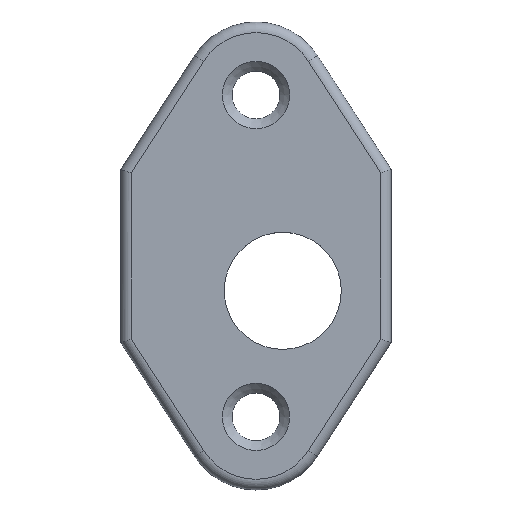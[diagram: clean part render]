
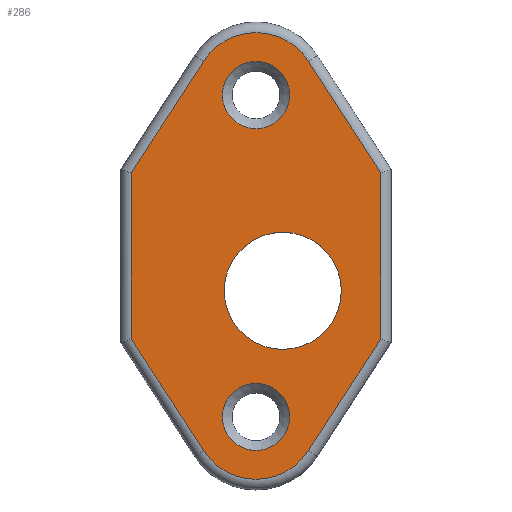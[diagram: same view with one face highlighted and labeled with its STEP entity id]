
A CAD part, top view. The second image highlights one B-rep face of the part: STEP entity #286.
In plain terms, the highlighted planar face has unit normal (0, 0, 1).
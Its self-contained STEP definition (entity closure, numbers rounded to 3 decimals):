
#93 = VERTEX_POINT('',#94);
#94 = CARTESIAN_POINT('',(-11.7,7.807,0.));
#101 = EDGE_CURVE('',#93,#102,#104,.T.);
#102 = VERTEX_POINT('',#103);
#103 = CARTESIAN_POINT('',(-4.919,18.294,
    0.));
#104 = LINE('',#105,#106);
#105 = CARTESIAN_POINT('',(-11.86,7.56,
    0.));
#106 = VECTOR('',#107,1.);
#107 = DIRECTION('',(0.543,0.84,0.));
#266 = VERTEX_POINT('',#267);
#267 = CARTESIAN_POINT('',(-11.7,-7.807,0.));
#274 = EDGE_CURVE('',#266,#93,#275,.T.);
#275 = LINE('',#276,#277);
#276 = CARTESIAN_POINT('',(-11.7,-8.103,0.));
#277 = VECTOR('',#278,1.);
#278 = DIRECTION('',(0.,1.,0.));
#286 = ADVANCED_FACE('',(#287,#339,#350,#361),#372,.T.);
#287 = FACE_BOUND('',#288,.T.);
#288 = EDGE_LOOP('',(#289,#297,#306,#314,#322,#330,#337,#338));
#289 = ORIENTED_EDGE('',*,*,#290,.T.);
#290 = EDGE_CURVE('',#266,#291,#293,.T.);
#291 = VERTEX_POINT('',#292);
#292 = CARTESIAN_POINT('',(-4.919,-18.294,
    0.));
#293 = LINE('',#294,#295);
#294 = CARTESIAN_POINT('',(-11.86,-7.56,
    0.));
#295 = VECTOR('',#296,1.);
#296 = DIRECTION('',(0.543,-0.84,0.));
#297 = ORIENTED_EDGE('',*,*,#298,.T.);
#298 = EDGE_CURVE('',#291,#299,#301,.T.);
#299 = VERTEX_POINT('',#300);
#300 = CARTESIAN_POINT('',(4.919,-18.294,0.));
#301 = CIRCLE('',#302,5.858);
#302 = AXIS2_PLACEMENT_3D('',#303,#304,#305);
#303 = CARTESIAN_POINT('',(0.,-15.113,0.));
#304 = DIRECTION('',(0.,0.,1.));
#305 = DIRECTION('',(-0.84,-0.543,0.));
#306 = ORIENTED_EDGE('',*,*,#307,.T.);
#307 = EDGE_CURVE('',#299,#308,#310,.T.);
#308 = VERTEX_POINT('',#309);
#309 = CARTESIAN_POINT('',(11.7,-7.807,0.));
#310 = LINE('',#311,#312);
#311 = CARTESIAN_POINT('',(4.919,-18.294,
    0.));
#312 = VECTOR('',#313,1.);
#313 = DIRECTION('',(0.543,0.84,0.));
#314 = ORIENTED_EDGE('',*,*,#315,.F.);
#315 = EDGE_CURVE('',#316,#308,#318,.T.);
#316 = VERTEX_POINT('',#317);
#317 = CARTESIAN_POINT('',(11.7,7.807,0.));
#318 = LINE('',#319,#320);
#319 = CARTESIAN_POINT('',(11.7,8.103,0.));
#320 = VECTOR('',#321,1.);
#321 = DIRECTION('',(0.,-1.,0.));
#322 = ORIENTED_EDGE('',*,*,#323,.F.);
#323 = EDGE_CURVE('',#324,#316,#326,.T.);
#324 = VERTEX_POINT('',#325);
#325 = CARTESIAN_POINT('',(4.919,18.294,0.));
#326 = LINE('',#327,#328);
#327 = CARTESIAN_POINT('',(4.919,18.294,
    0.));
#328 = VECTOR('',#329,1.);
#329 = DIRECTION('',(0.543,-0.84,0.));
#330 = ORIENTED_EDGE('',*,*,#331,.F.);
#331 = EDGE_CURVE('',#102,#324,#332,.T.);
#332 = CIRCLE('',#333,5.858);
#333 = AXIS2_PLACEMENT_3D('',#334,#335,#336);
#334 = CARTESIAN_POINT('',(0.,15.113,0.));
#335 = DIRECTION('',(0.,0.,-1.));
#336 = DIRECTION('',(-0.84,0.543,0.));
#337 = ORIENTED_EDGE('',*,*,#101,.F.);
#338 = ORIENTED_EDGE('',*,*,#274,.F.);
#339 = FACE_BOUND('',#340,.T.);
#340 = EDGE_LOOP('',(#341));
#341 = ORIENTED_EDGE('',*,*,#342,.F.);
#342 = EDGE_CURVE('',#343,#343,#345,.T.);
#343 = VERTEX_POINT('',#344);
#344 = CARTESIAN_POINT('',(3.15,-15.113,0.));
#345 = CIRCLE('',#346,3.15);
#346 = AXIS2_PLACEMENT_3D('',#347,#348,#349);
#347 = CARTESIAN_POINT('',(0.,-15.113,0.));
#348 = DIRECTION('',(0.,0.,1.));
#349 = DIRECTION('',(1.,0.,0.));
#350 = FACE_BOUND('',#351,.T.);
#351 = EDGE_LOOP('',(#352));
#352 = ORIENTED_EDGE('',*,*,#353,.F.);
#353 = EDGE_CURVE('',#354,#354,#356,.T.);
#354 = VERTEX_POINT('',#355);
#355 = CARTESIAN_POINT('',(8.015,-3.277,0.));
#356 = CIRCLE('',#357,5.5);
#357 = AXIS2_PLACEMENT_3D('',#358,#359,#360);
#358 = CARTESIAN_POINT('',(2.515,-3.277,0.));
#359 = DIRECTION('',(0.,0.,1.));
#360 = DIRECTION('',(1.,0.,0.));
#361 = FACE_BOUND('',#362,.T.);
#362 = EDGE_LOOP('',(#363));
#363 = ORIENTED_EDGE('',*,*,#364,.F.);
#364 = EDGE_CURVE('',#365,#365,#367,.T.);
#365 = VERTEX_POINT('',#366);
#366 = CARTESIAN_POINT('',(3.15,15.113,0.));
#367 = CIRCLE('',#368,3.15);
#368 = AXIS2_PLACEMENT_3D('',#369,#370,#371);
#369 = CARTESIAN_POINT('',(0.,15.113,0.));
#370 = DIRECTION('',(0.,0.,1.));
#371 = DIRECTION('',(1.,0.,0.));
#372 = PLANE('',#373);
#373 = AXIS2_PLACEMENT_3D('',#374,#375,#376);
#374 = CARTESIAN_POINT('',(0.517,-0.674,0.));
#375 = DIRECTION('',(0.,0.,1.));
#376 = DIRECTION('',(1.,0.,0.));
